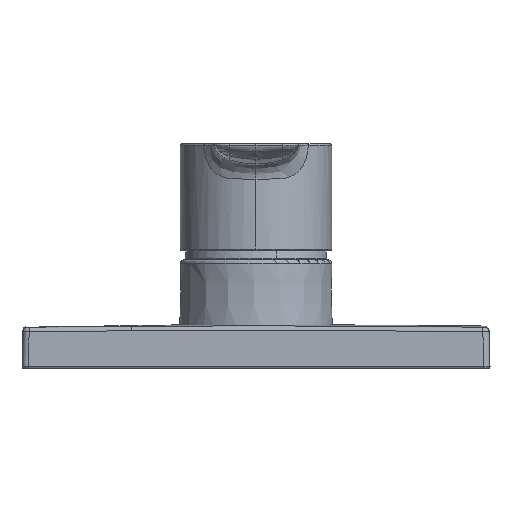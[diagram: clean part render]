
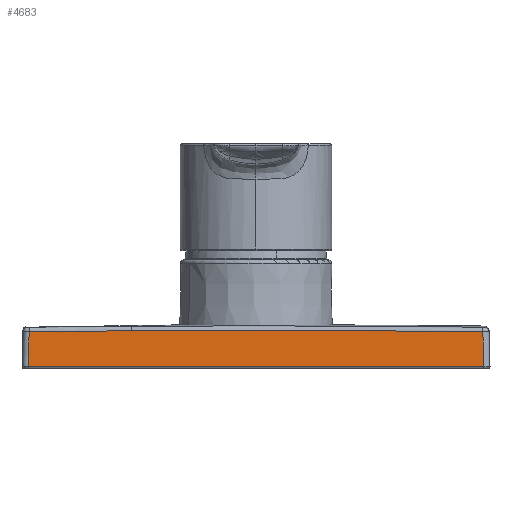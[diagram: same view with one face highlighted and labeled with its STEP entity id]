
A CAD part, front view. The second image highlights one B-rep face of the part: STEP entity #4683.
In plain terms, the highlighted planar face has unit normal (0, -1, 0.026).
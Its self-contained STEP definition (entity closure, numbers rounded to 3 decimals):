
#121 = AXIS2_PLACEMENT_3D ( 'NONE', #5938, #4536, #7699 ) ;
#363 = VERTEX_POINT ( 'NONE', #2446 ) ;
#452 = ORIENTED_EDGE ( 'NONE', *, *, #2410, .F. ) ;
#1031 = PLANE ( 'NONE',  #2438 ) ;
#1107 = VERTEX_POINT ( 'NONE', #5106 ) ;
#1225 = EDGE_CURVE ( 'NONE', #2780, #1370, #1516, .T. ) ;
#1257 = EDGE_CURVE ( 'NONE', #1370, #363, #3223, .T. ) ;
#1304 = VECTOR ( 'NONE', #5213, 1000. ) ;
#1319 = DIRECTION ( 'NONE',  ( -1., 0., 0. ) ) ;
#1370 = VERTEX_POINT ( 'NONE', #8327 ) ;
#1516 = CIRCLE ( 'NONE', #5188, 6393.977 ) ;
#1803 = CARTESIAN_POINT ( 'NONE',  ( 415.49, 589.634, 1013.887 ) ) ;
#2218 = CARTESIAN_POINT ( 'NONE',  ( 561.171, 589.634, 1013.887 ) ) ;
#2295 = EDGE_CURVE ( 'NONE', #6237, #2780, #3110, .T. ) ;
#2333 = ORIENTED_EDGE ( 'NONE', *, *, #1257, .F. ) ;
#2410 = EDGE_CURVE ( 'NONE', #1107, #6237, #8598, .T. ) ;
#2438 = AXIS2_PLACEMENT_3D ( 'NONE', #6403, #3334, #5885 ) ;
#2446 = CARTESIAN_POINT ( 'NONE',  ( 561.025, 589.78, 1019.484 ) ) ;
#2780 = VERTEX_POINT ( 'NONE', #4232 ) ;
#2962 = EDGE_CURVE ( 'NONE', #363, #1107, #4601, .T. ) ;
#3008 = VECTOR ( 'NONE', #5772, 1000. ) ;
#3110 = LINE ( 'NONE', #1803, #1304 ) ;
#3223 = CIRCLE ( 'NONE', #121, 6394.014 ) ;
#3334 = DIRECTION ( 'NONE',  ( 0., -1., 0.026 ) ) ;
#3866 = DIRECTION ( 'NONE',  ( -0.011, 0.026, 1. ) ) ;
#4087 = CARTESIAN_POINT ( 'NONE',  ( 415.343, 589.487, 1008.289 ) ) ;
#4232 = CARTESIAN_POINT ( 'NONE',  ( 415.636, 589.78, 1019.484 ) ) ;
#4536 = DIRECTION ( 'NONE',  ( 0., 1., -0.026 ) ) ;
#4601 = LINE ( 'NONE', #2218, #3008 ) ;
#4683 = ADVANCED_FACE ( 'NONE', ( #4827 ), #1031, .T. ) ;
#4827 = FACE_OUTER_BOUND ( 'NONE', #6901, .T. ) ;
#5049 = VECTOR ( 'NONE', #1319, 1000. ) ;
#5106 = CARTESIAN_POINT ( 'NONE',  ( 561.318, 589.487, 1008.289 ) ) ;
#5188 = AXIS2_PLACEMENT_3D ( 'NONE', #8038, #7984, #3866 ) ;
#5213 = DIRECTION ( 'NONE',  ( 0.026, 0.026, 0.999 ) ) ;
#5772 = DIRECTION ( 'NONE',  ( 0.026, -0.026, -0.999 ) ) ;
#5885 = DIRECTION ( 'NONE',  ( -1., 0., 0. ) ) ;
#5938 = CARTESIAN_POINT ( 'NONE',  ( 488.33, 422.415, -5371.926 ) ) ;
#6237 = VERTEX_POINT ( 'NONE', #4087 ) ;
#6403 = CARTESIAN_POINT ( 'NONE',  ( 488.331, 589.474, 1007.776 ) ) ;
#6582 = CARTESIAN_POINT ( 'NONE',  ( 488.331, 589.487, 1008.289 ) ) ;
#6788 = ORIENTED_EDGE ( 'NONE', *, *, #1225, .F. ) ;
#6901 = EDGE_LOOP ( 'NONE', ( #452, #7558, #2333, #6788, #8660 ) ) ;
#7558 = ORIENTED_EDGE ( 'NONE', *, *, #2962, .F. ) ;
#7699 = DIRECTION ( 'NONE',  ( -0.006, 0.026, 1. ) ) ;
#7984 = DIRECTION ( 'NONE',  ( 0., 1., -0.026 ) ) ;
#8038 = CARTESIAN_POINT ( 'NONE',  ( 488.331, 422.416, -5371.889 ) ) ;
#8327 = CARTESIAN_POINT ( 'NONE',  ( 448.349, 589.788, 1019.772 ) ) ;
#8598 = LINE ( 'NONE', #6582, #5049 ) ;
#8660 = ORIENTED_EDGE ( 'NONE', *, *, #2295, .F. ) ;
